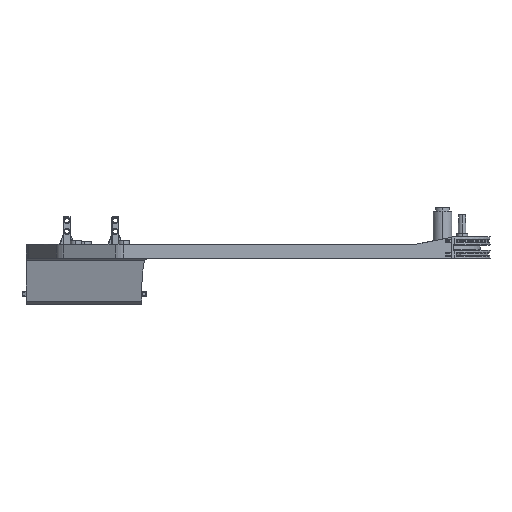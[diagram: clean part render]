
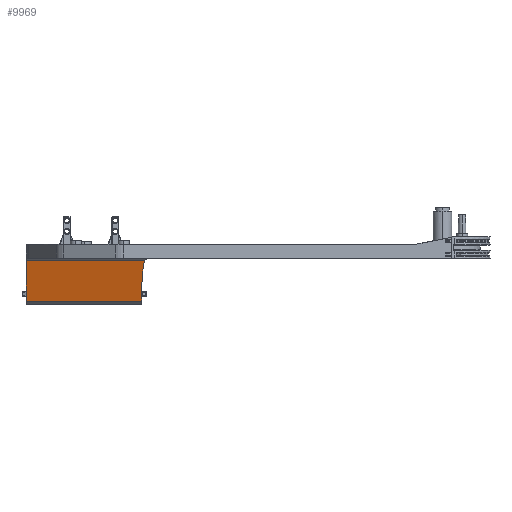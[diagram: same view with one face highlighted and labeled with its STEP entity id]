
A CAD part, left-side view. The second image highlights one B-rep face of the part: STEP entity #9969.
In plain terms, the highlighted planar face has unit normal (-0.966, 0, -0.259).
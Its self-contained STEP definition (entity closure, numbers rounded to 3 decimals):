
#185 = EDGE_CURVE ( 'NONE', #18632, #10908, #12501, .T. ) ;
#953 = VERTEX_POINT ( 'NONE', #21250 ) ;
#1072 = EDGE_CURVE ( 'NONE', #23605, #953, #18688, .T. ) ;
#3074 = CARTESIAN_POINT ( 'NONE',  ( 36.745, 125., -7.5 ) ) ;
#3558 = LINE ( 'NONE', #20598, #15257 ) ;
#3568 = FACE_OUTER_BOUND ( 'NONE', #24714, .T. ) ;
#3636 = ORIENTED_EDGE ( 'NONE', *, *, #185, .T. ) ;
#4023 = DIRECTION ( 'NONE',  ( 0., 1., 0. ) ) ;
#4946 = ORIENTED_EDGE ( 'NONE', *, *, #1072, .F. ) ;
#5501 = DIRECTION ( 'NONE',  ( -0.259, 0., 0.966 ) ) ;
#5628 = VECTOR ( 'NONE', #27002, 1000. ) ;
#6690 = VECTOR ( 'NONE', #25689, 1000. ) ;
#8134 = ORIENTED_EDGE ( 'NONE', *, *, #26785, .T. ) ;
#8400 = VERTEX_POINT ( 'NONE', #20764 ) ;
#8505 = CARTESIAN_POINT ( 'NONE',  ( 36.227, -125., -5.568 ) ) ;
#8647 = LINE ( 'NONE', #8505, #6690 ) ;
#9969 = ADVANCED_FACE ( 'NONE', ( #3568 ), #20738, .T. ) ;
#10908 = VERTEX_POINT ( 'NONE', #12038 ) ;
#11408 = CARTESIAN_POINT ( 'NONE',  ( 36.227, 125., -5.568 ) ) ;
#12038 = CARTESIAN_POINT ( 'NONE',  ( 30.412, 61.339, 16.134 ) ) ;
#12501 =( BOUNDED_CURVE ( )  B_SPLINE_CURVE ( 3, ( #17555, #21996, #17689, #13137 ),
 .UNSPECIFIED., .F., .T. ) 
 B_SPLINE_CURVE_WITH_KNOTS ( ( 4, 4 ),
 ( 1.571, 2.35 ),
 .UNSPECIFIED. ) 
 CURVE ( )  GEOMETRIC_REPRESENTATION_ITEM ( )  RATIONAL_B_SPLINE_CURVE ( ( 1., 0.95, 0.95, 1. ) ) 
 REPRESENTATION_ITEM ( '' )  );
#12884 = EDGE_CURVE ( 'NONE', #23605, #8400, #8647, .T. ) ;
#13137 = CARTESIAN_POINT ( 'NONE',  ( 30.412, 61.339, 16.134 ) ) ;
#14639 = VECTOR ( 'NONE', #4023, 1000. ) ;
#15257 = VECTOR ( 'NONE', #16569, 1000. ) ;
#16164 = DIRECTION ( 'NONE',  ( -0.966, 0., -0.259 ) ) ;
#16569 = DIRECTION ( 'NONE',  ( 0.259, 0., -0.966 ) ) ;
#17555 = CARTESIAN_POINT ( 'NONE',  ( 33.927, 62.783, 3.016 ) ) ;
#17689 = CARTESIAN_POINT ( 'NONE',  ( 31.361, 62.276, 12.595 ) ) ;
#18632 = VERTEX_POINT ( 'NONE', #25005 ) ;
#18688 = LINE ( 'NONE', #3074, #5628 ) ;
#20385 = ORIENTED_EDGE ( 'NONE', *, *, #22049, .F. ) ;
#20598 = CARTESIAN_POINT ( 'NONE',  ( 36.745, 62.783, -7.5 ) ) ;
#20738 = PLANE ( 'NONE',  #21210 ) ;
#20764 = CARTESIAN_POINT ( 'NONE',  ( 36.227, 62.783, -5.568 ) ) ;
#21065 = LINE ( 'NONE', #26879, #14639 ) ;
#21210 = AXIS2_PLACEMENT_3D ( 'NONE', #22949, #16164, #5501 ) ;
#21250 = CARTESIAN_POINT ( 'NONE',  ( 30.412, 125., 16.134 ) ) ;
#21996 = CARTESIAN_POINT ( 'NONE',  ( 32.594, 62.783, 7.992 ) ) ;
#22049 = EDGE_CURVE ( 'NONE', #18632, #8400, #3558, .T. ) ;
#22949 = CARTESIAN_POINT ( 'NONE',  ( 36.745, -125., -7.5 ) ) ;
#23605 = VERTEX_POINT ( 'NONE', #11408 ) ;
#24714 = EDGE_LOOP ( 'NONE', ( #20385, #3636, #8134, #4946, #25722 ) ) ;
#25005 = CARTESIAN_POINT ( 'NONE',  ( 33.927, 62.783, 3.016 ) ) ;
#25689 = DIRECTION ( 'NONE',  ( 0., -1., 0. ) ) ;
#25722 = ORIENTED_EDGE ( 'NONE', *, *, #12884, .T. ) ;
#26785 = EDGE_CURVE ( 'NONE', #10908, #953, #21065, .T. ) ;
#26879 = CARTESIAN_POINT ( 'NONE',  ( 30.412, -125., 16.134 ) ) ;
#27002 = DIRECTION ( 'NONE',  ( -0.259, 0., 0.966 ) ) ;
